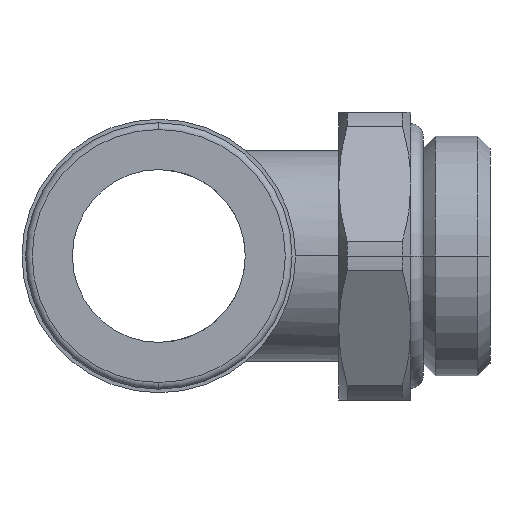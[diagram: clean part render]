
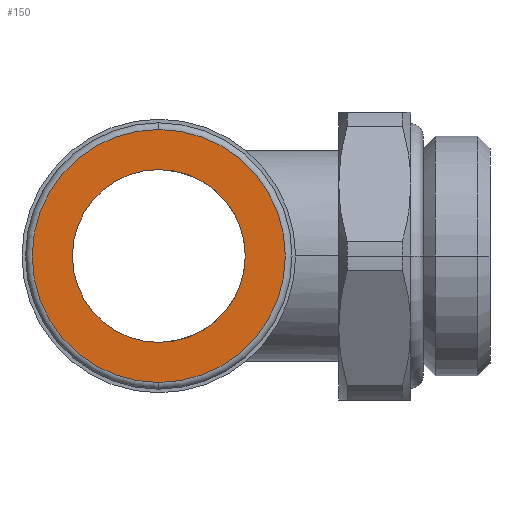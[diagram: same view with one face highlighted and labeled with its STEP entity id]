
A CAD part, left-side view. The second image highlights one B-rep face of the part: STEP entity #150.
In plain terms, the highlighted planar face has unit normal (-1, 0, 0).
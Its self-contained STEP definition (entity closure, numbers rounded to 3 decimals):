
#150=ADVANCED_FACE('',(#383,#384),#385,.T.);
#383=FACE_BOUND('',#636,.T.);
#384=FACE_OUTER_BOUND('',#637,.T.);
#385=PLANE('',#638);
#636=EDGE_LOOP('',(#1501,#1502));
#637=EDGE_LOOP('',(#1503,#1504,#1505));
#638=AXIS2_PLACEMENT_3D('',#1506,#1507,#1508);
#1501=ORIENTED_EDGE('',*,*,#1845,.T.);
#1502=ORIENTED_EDGE('',*,*,#1760,.T.);
#1503=ORIENTED_EDGE('',*,*,#1915,.T.);
#1504=ORIENTED_EDGE('',*,*,#1692,.T.);
#1505=ORIENTED_EDGE('',*,*,#1916,.T.);
#1506=CARTESIAN_POINT('',(-31.0,13.106,0.0));
#1507=DIRECTION('',(-1.0,0.,0.0));
#1508=DIRECTION('',(0.,-1.0,0.0));
#1692=EDGE_CURVE('',#2039,#2045,#2047,.T.);
#1760=EDGE_CURVE('',#2160,#2163,#2165,.T.);
#1845=EDGE_CURVE('',#2163,#2160,#2303,.T.);
#1915=EDGE_CURVE('',#2402,#2039,#2403,.T.);
#1916=EDGE_CURVE('',#2045,#2402,#2404,.T.);
#2039=VERTEX_POINT('',#2593);
#2045=VERTEX_POINT('',#2599);
#2047=CIRCLE('',#2601,8.788);
#2160=VERTEX_POINT('',#2873);
#2163=VERTEX_POINT('',#2877);
#2165=CIRCLE('',#2880,6.0);
#2303=CIRCLE('',#3160,6.0);
#2402=VERTEX_POINT('',#3489);
#2403=CIRCLE('',#3490,8.788);
#2404=CIRCLE('',#3491,8.788);
#2593=CARTESIAN_POINT('',(-31.0,17.5,8.788));
#2599=CARTESIAN_POINT('',(-31.0,17.5,-8.788));
#2601=AXIS2_PLACEMENT_3D('',#3650,#3651,#3652);
#2873=CARTESIAN_POINT('',(-31.0,17.5,-6.0));
#2877=CARTESIAN_POINT('',(-31.0,17.5,6.0));
#2880=AXIS2_PLACEMENT_3D('',#3773,#3774,#3775);
#3160=AXIS2_PLACEMENT_3D('',#3912,#3913,#3914);
#3489=CARTESIAN_POINT('',(-31.0,8.713,0.0));
#3490=AXIS2_PLACEMENT_3D('',#4042,#4043,#4044);
#3491=AXIS2_PLACEMENT_3D('',#4045,#4046,#4047);
#3650=CARTESIAN_POINT('',(-31.0,17.5,0.0));
#3651=DIRECTION('',(-1.0,0.,0.0));
#3652=DIRECTION('',(0.,-1.0,0.0));
#3773=CARTESIAN_POINT('',(-31.0,17.5,0.0));
#3774=DIRECTION('',(1.0,0.,0.0));
#3775=DIRECTION('',(0.0,0.0,-1.0));
#3912=CARTESIAN_POINT('',(-31.0,17.5,0.0));
#3913=DIRECTION('',(1.0,0.,0.0));
#3914=DIRECTION('',(0.0,0.0,-1.0));
#4042=CARTESIAN_POINT('',(-31.0,17.5,0.0));
#4043=DIRECTION('',(-1.0,0.,0.0));
#4044=DIRECTION('',(0.,-1.0,0.0));
#4045=CARTESIAN_POINT('',(-31.0,17.5,0.0));
#4046=DIRECTION('',(-1.0,0.,0.0));
#4047=DIRECTION('',(0.,-1.0,0.0));
